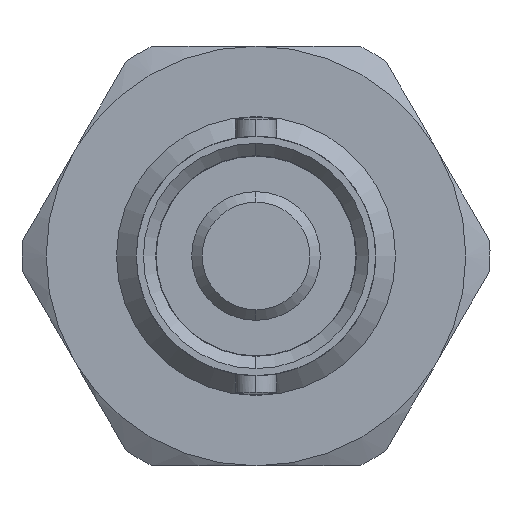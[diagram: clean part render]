
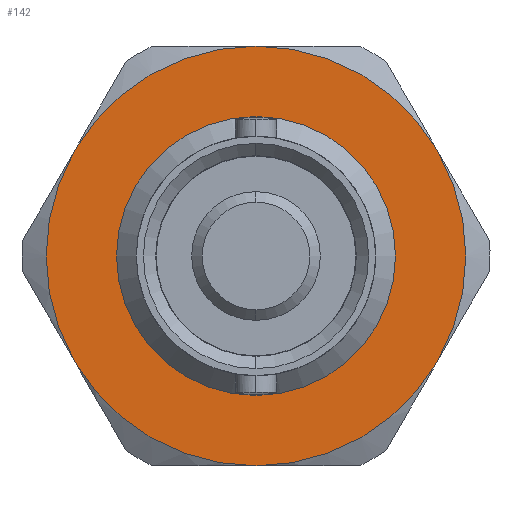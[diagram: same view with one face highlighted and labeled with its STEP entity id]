
A CAD part, left-side view. The second image highlights one B-rep face of the part: STEP entity #142.
In plain terms, the highlighted planar face has unit normal (-1, 0, 0).
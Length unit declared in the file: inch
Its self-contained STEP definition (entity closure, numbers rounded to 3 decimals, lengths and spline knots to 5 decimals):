
#24 = CARTESIAN_POINT ( 'NONE',  ( 1.20472, 0., 0. ) ) ;
#142 = ADVANCED_FACE ( 'NONE', ( #3382, #2257 ), #1721, .T. ) ;
#249 = ORIENTED_EDGE ( 'NONE', *, *, #4258, .T. ) ;
#347 = DIRECTION ( 'NONE',  ( -1., 0., 0. ) ) ;
#530 = CARTESIAN_POINT ( 'NONE',  ( 1.20472, 0., 0.31201 ) ) ;
#625 = VERTEX_POINT ( 'NONE', #4572 ) ;
#759 = ORIENTED_EDGE ( 'NONE', *, *, #4717, .T. ) ;
#786 = CARTESIAN_POINT ( 'NONE',  ( 1.20472, -0.40659, -0.23474 ) ) ;
#868 = DIRECTION ( 'NONE',  ( 0., 0., -1. ) ) ;
#885 = EDGE_CURVE ( 'NONE', #1448, #5054, #6849, .T. ) ;
#900 = CARTESIAN_POINT ( 'NONE',  ( 1.20472, 0., 0.46949 ) ) ;
#999 = ORIENTED_EDGE ( 'NONE', *, *, #6675, .F. ) ;
#1155 = DIRECTION ( 'NONE',  ( -1., 0., 0. ) ) ;
#1448 = VERTEX_POINT ( 'NONE', #1734 ) ;
#1658 = VERTEX_POINT ( 'NONE', #786 ) ;
#1721 = PLANE ( 'NONE',  #3981 ) ;
#1734 = CARTESIAN_POINT ( 'NONE',  ( 1.20472, 0., -0.31201 ) ) ;
#1800 = ORIENTED_EDGE ( 'NONE', *, *, #5656, .T. ) ;
#1876 = CARTESIAN_POINT ( 'NONE',  ( 1.20472, 0.40659, 0.23474 ) ) ;
#2103 = AXIS2_PLACEMENT_3D ( 'NONE', #5941, #7184, #3609 ) ;
#2144 = ORIENTED_EDGE ( 'NONE', *, *, #6721, .T. ) ;
#2257 = FACE_OUTER_BOUND ( 'NONE', #6173, .T. ) ;
#2461 = DIRECTION ( 'NONE',  ( -1., 0., 0. ) ) ;
#2528 = CARTESIAN_POINT ( 'NONE',  ( 1.20472, 0., 0. ) ) ;
#2589 = EDGE_CURVE ( 'NONE', #1658, #625, #3175, .T. ) ;
#2667 = AXIS2_PLACEMENT_3D ( 'NONE', #5313, #2461, #4678 ) ;
#2676 = DIRECTION ( 'NONE',  ( 0., 0., 1. ) ) ;
#2720 = CARTESIAN_POINT ( 'NONE',  ( 1.20472, 0., 0. ) ) ;
#2895 = DIRECTION ( 'NONE',  ( -1., 0., 0. ) ) ;
#3032 = CIRCLE ( 'NONE', #2667, 0.46949 ) ;
#3175 = CIRCLE ( 'NONE', #3536, 0.46949 ) ;
#3322 = DIRECTION ( 'NONE',  ( 0., 0., -1. ) ) ;
#3382 = FACE_BOUND ( 'NONE', #5871, .T. ) ;
#3452 = DIRECTION ( 'NONE',  ( 0., 0., 1. ) ) ;
#3535 = AXIS2_PLACEMENT_3D ( 'NONE', #3750, #6054, #4954 ) ;
#3536 = AXIS2_PLACEMENT_3D ( 'NONE', #24, #2895, #3322 ) ;
#3609 = DIRECTION ( 'NONE',  ( 0., 0., 1. ) ) ;
#3638 = DIRECTION ( 'NONE',  ( 0., 0., -1. ) ) ;
#3703 = AXIS2_PLACEMENT_3D ( 'NONE', #2720, #347, #2676 ) ;
#3750 = CARTESIAN_POINT ( 'NONE',  ( 1.20472, 0., 0. ) ) ;
#3896 = CARTESIAN_POINT ( 'NONE',  ( 1.20472, 0., 0. ) ) ;
#3981 = AXIS2_PLACEMENT_3D ( 'NONE', #6321, #1155, #3452 ) ;
#4171 = DIRECTION ( 'NONE',  ( -1., 0., 0. ) ) ;
#4179 = ORIENTED_EDGE ( 'NONE', *, *, #2589, .T. ) ;
#4258 = EDGE_CURVE ( 'NONE', #7254, #6738, #6317, .T. ) ;
#4316 = VERTEX_POINT ( 'NONE', #1876 ) ;
#4572 = CARTESIAN_POINT ( 'NONE',  ( 1.20472, -0.40659, 0.23474 ) ) ;
#4582 = ORIENTED_EDGE ( 'NONE', *, *, #7450, .T. ) ;
#4678 = DIRECTION ( 'NONE',  ( 0., 0., -1. ) ) ;
#4717 = EDGE_CURVE ( 'NONE', #625, #5291, #6920, .T. ) ;
#4896 = DIRECTION ( 'NONE',  ( -1., 0., 0. ) ) ;
#4954 = DIRECTION ( 'NONE',  ( 0., 0., -1. ) ) ;
#5040 = ORIENTED_EDGE ( 'NONE', *, *, #885, .F. ) ;
#5054 = VERTEX_POINT ( 'NONE', #530 ) ;
#5092 = CIRCLE ( 'NONE', #2103, 0.31201 ) ;
#5291 = VERTEX_POINT ( 'NONE', #900 ) ;
#5313 = CARTESIAN_POINT ( 'NONE',  ( 1.20472, 0., 0. ) ) ;
#5656 = EDGE_CURVE ( 'NONE', #6738, #1658, #5691, .T. ) ;
#5691 = CIRCLE ( 'NONE', #5929, 0.46949 ) ;
#5871 = EDGE_LOOP ( 'NONE', ( #999, #5040 ) ) ;
#5929 = AXIS2_PLACEMENT_3D ( 'NONE', #7035, #4171, #3638 ) ;
#5941 = CARTESIAN_POINT ( 'NONE',  ( 1.20472, 0., 0. ) ) ;
#6054 = DIRECTION ( 'NONE',  ( -1., 0., 0. ) ) ;
#6173 = EDGE_LOOP ( 'NONE', ( #1800, #4179, #759, #4582, #2144, #249 ) ) ;
#6198 = DIRECTION ( 'NONE',  ( -1., 0., 0. ) ) ;
#6317 = CIRCLE ( 'NONE', #7028, 0.46949 ) ;
#6321 = CARTESIAN_POINT ( 'NONE',  ( 1.20472, 0., 0. ) ) ;
#6611 = DIRECTION ( 'NONE',  ( 0., 0., -1. ) ) ;
#6660 = CARTESIAN_POINT ( 'NONE',  ( 1.20472, 0., -0.46949 ) ) ;
#6675 = EDGE_CURVE ( 'NONE', #5054, #1448, #5092, .T. ) ;
#6721 = EDGE_CURVE ( 'NONE', #4316, #7254, #7020, .T. ) ;
#6738 = VERTEX_POINT ( 'NONE', #6660 ) ;
#6849 = CIRCLE ( 'NONE', #3703, 0.31201 ) ;
#6916 = CARTESIAN_POINT ( 'NONE',  ( 1.20472, 0.40659, -0.23474 ) ) ;
#6920 = CIRCLE ( 'NONE', #7399, 0.46949 ) ;
#7020 = CIRCLE ( 'NONE', #3535, 0.46949 ) ;
#7028 = AXIS2_PLACEMENT_3D ( 'NONE', #3896, #6198, #6611 ) ;
#7035 = CARTESIAN_POINT ( 'NONE',  ( 1.20472, 0., 0. ) ) ;
#7184 = DIRECTION ( 'NONE',  ( -1., 0., 0. ) ) ;
#7254 = VERTEX_POINT ( 'NONE', #6916 ) ;
#7399 = AXIS2_PLACEMENT_3D ( 'NONE', #2528, #4896, #868 ) ;
#7450 = EDGE_CURVE ( 'NONE', #5291, #4316, #3032, .T. ) ;
